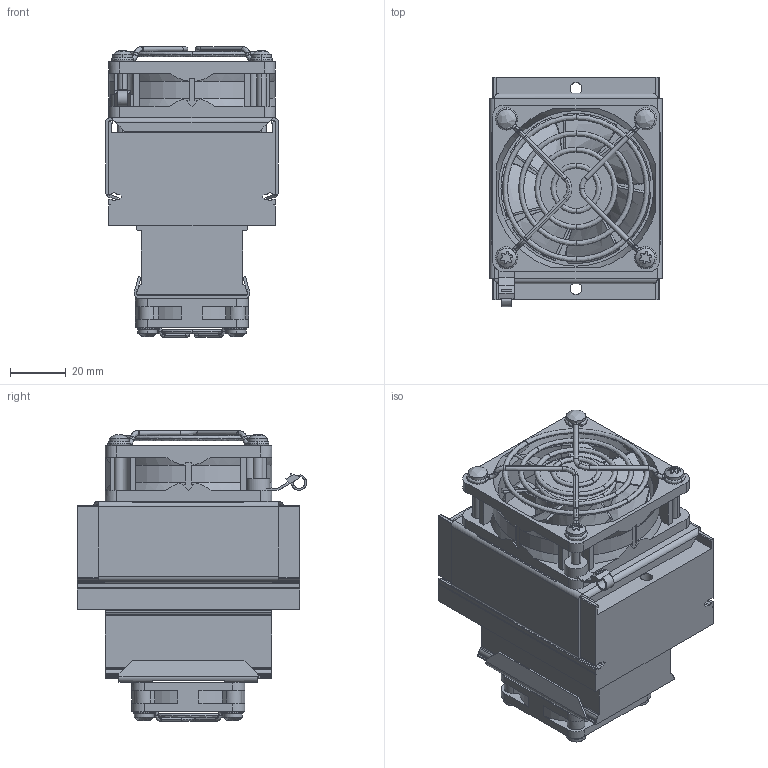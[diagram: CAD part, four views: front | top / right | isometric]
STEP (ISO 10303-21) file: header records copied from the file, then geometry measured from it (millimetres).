
FILE_DESCRIPTION (( 'STEP AP214' ), '1' );
FILE_NAME ('AA-019-12-22-00-00.STEP', '2018-12-15T01:57:14', ( '' ), ( '' ), 'SwSTEP 2.0', 'SolidWorks 2016', '' );
FILE_SCHEMA (( 'AUTOMOTIVE_DESIGN' ));
Length unit declared in the file: millimetre
Products named in the file (1): AA-019-12-22-00-00
Bounding box: 62.2 x 82.57 x 104.54 mm (x, y, z)
Surface area: 73677 mm2 (no closed solid volume)
Topology: 0 solids, 6 shells, 979 faces, 3002 edges, 2006 vertices
Faces by surface type: cylinder 382, plane 319, bspline 242, cone 24, torus 12
Entity records: 57271 total; most frequent: CARTESIAN_POINT 26737, ORIENTED_EDGE 5990, DIRECTION 3842, EDGE_CURVE 2997, VERTEX_POINT 2006, AXIS2_PLACEMENT_3D 1333, VECTOR 1176, LINE 1176
